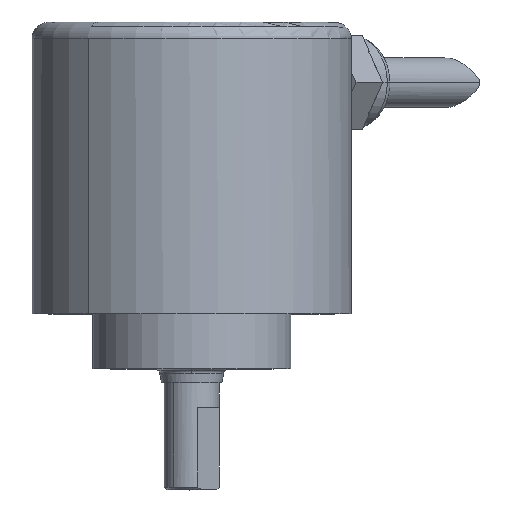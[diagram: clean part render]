
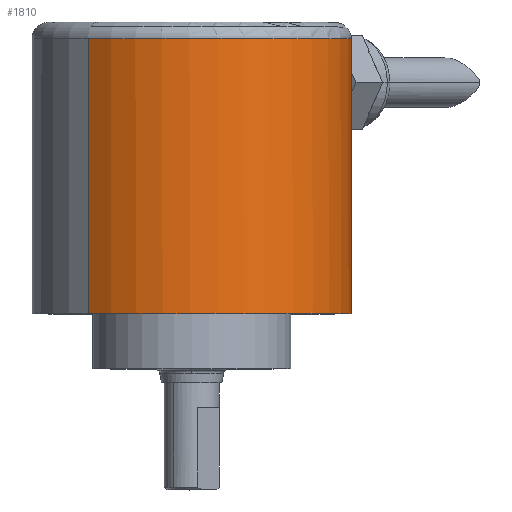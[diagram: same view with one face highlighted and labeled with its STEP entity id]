
A CAD part, top view. The second image highlights one B-rep face of the part: STEP entity #1810.
In plain terms, the highlighted cylindrical face has radius 29 mm (diameter 58 mm), a partial arc.
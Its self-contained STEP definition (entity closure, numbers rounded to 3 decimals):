
#284=CARTESIAN_POINT('',(0.,10.603,0.));
#285=DIRECTION('',(0.,-1.,0.));
#286=DIRECTION('',(0.649,0.,-0.761));
#287=AXIS2_PLACEMENT_3D('',#284,#285,#286);
#334=DIRECTION('',(0.,1.,0.));
#335=VECTOR('',#334,20.455);
#336=CARTESIAN_POINT('',(25.577,40.148,-13.668));
#337=LINE('',#336,#335);
#343=CARTESIAN_POINT('',(0.,60.603,0.));
#344=DIRECTION('',(0.,1.,0.));
#345=DIRECTION('',(-0.649,0.,0.761));
#346=AXIS2_PLACEMENT_3D('',#343,#344,#345);
#396=CARTESIAN_POINT('',(25.577,40.148,-13.668));
#421=CARTESIAN_POINT('',(25.577,60.603,-13.668));
#457=DIRECTION('',(0.,1.,0.));
#458=VECTOR('',#457,50.);
#459=CARTESIAN_POINT('',(-18.825,10.603,22.059));
#460=LINE('',#459,#458);
#461=DIRECTION('',(0.,1.,0.));
#462=VECTOR('',#461,28.5);
#463=CARTESIAN_POINT('',(18.825,10.603,-22.059));
#464=LINE('',#463,#462);
#469=CARTESIAN_POINT('',(25.577,40.148,-13.668));
#470=CARTESIAN_POINT('',(25.577,40.103,-13.668));
#471=CARTESIAN_POINT('',(25.576,40.017,-13.671));
#472=CARTESIAN_POINT('',(25.57,39.902,-13.681));
#473=CARTESIAN_POINT('',(25.562,39.799,-13.697));
#474=CARTESIAN_POINT('',(25.552,39.707,-13.716));
#475=CARTESIAN_POINT('',(25.54,39.625,-13.737));
#476=CARTESIAN_POINT('',(25.527,39.552,-13.761));
#477=CARTESIAN_POINT('',(25.514,39.488,-13.786));
#478=CARTESIAN_POINT('',(25.5,39.431,-13.811));
#479=CARTESIAN_POINT('',(25.486,39.381,-13.837));
#480=CARTESIAN_POINT('',(25.472,39.337,-13.862));
#481=CARTESIAN_POINT('',(25.459,39.299,-13.887));
#482=CARTESIAN_POINT('',(25.445,39.265,-13.912));
#483=CARTESIAN_POINT('',(25.432,39.236,-13.935));
#484=CARTESIAN_POINT('',(25.42,39.211,-13.958));
#485=CARTESIAN_POINT('',(25.408,39.189,-13.98));
#486=CARTESIAN_POINT('',(25.397,39.171,-14.));
#487=CARTESIAN_POINT('',(25.386,39.155,-14.02));
#488=CARTESIAN_POINT('',(25.376,39.142,-14.039));
#489=CARTESIAN_POINT('',(25.366,39.131,-14.056));
#490=CARTESIAN_POINT('',(25.357,39.121,-14.072));
#491=CARTESIAN_POINT('',(25.348,39.114,-14.088));
#492=CARTESIAN_POINT('',(25.34,39.109,-14.102));
#493=CARTESIAN_POINT('',(25.333,39.105,-14.115));
#494=CARTESIAN_POINT('',(25.328,39.103,-14.125));
#495=CARTESIAN_POINT('',(25.325,39.103,-14.13));
#530=CARTESIAN_POINT('',(0.,39.103,0.));
#531=DIRECTION('',(0.,1.,0.));
#532=DIRECTION('',(0.873,0.,-0.487));
#533=AXIS2_PLACEMENT_3D('',#530,#531,#532);
#1169=VERTEX_POINT('',#396);
#1181=VERTEX_POINT('',#421);
#1182=CARTESIAN_POINT('',(18.825,10.603,-22.059));
#1183=CARTESIAN_POINT('',(18.825,39.103,-22.059));
#1184=VERTEX_POINT('',#1182);
#1185=VERTEX_POINT('',#1183);
#1186=CARTESIAN_POINT('',(-18.825,10.603,22.059));
#1187=CARTESIAN_POINT('',(-18.825,60.603,22.059));
#1188=VERTEX_POINT('',#1186);
#1189=VERTEX_POINT('',#1187);
#1190=VERTEX_POINT('',#495);
#1790=CARTESIAN_POINT('',(0.,10.603,0.));
#1791=DIRECTION('',(0.,1.,0.));
#1792=DIRECTION('',(-0.649,0.,0.761));
#1793=AXIS2_PLACEMENT_3D('',#1790,#1791,#1792);
#1794=CYLINDRICAL_SURFACE('',#1793,29.);
#1796=ORIENTED_EDGE('',*,*,#1795,.T.);
#1798=ORIENTED_EDGE('',*,*,#1797,.F.);
#1800=ORIENTED_EDGE('',*,*,#1799,.T.);
#1802=ORIENTED_EDGE('',*,*,#1801,.T.);
#1804=ORIENTED_EDGE('',*,*,#1803,.F.);
#1805=ORIENTED_EDGE('',*,*,#1753,.T.);
#1807=ORIENTED_EDGE('',*,*,#1806,.T.);
#1808=EDGE_LOOP('',(#1796,#1798,#1800,#1802,#1804,#1805,#1807));
#1809=FACE_OUTER_BOUND('',#1808,.F.);
#1810=ADVANCED_FACE('',(#1809),#1794,.T.);
#288=CIRCLE('',#287,29.);
#347=CIRCLE('',#346,29.);
#496=B_SPLINE_CURVE_WITH_KNOTS('',3,(#469,#470,#471,#472,#473,#474,#475,#476,
#477,#478,#479,#480,#481,#482,#483,#484,#485,#486,#487,#488,#489,#490,#491,#492,
#493,#494,#495),.UNSPECIFIED.,.F.,.F.,(4,1,1,1,1,1,1,1,1,1,1,1,1,1,1,1,1,1,1,1,
1,1,1,1,4),(0.,0.042,0.083,0.125,0.167,
0.208,0.25,0.292,0.333,0.375,
0.417,0.458,0.5,0.542,0.583,
0.625,0.667,0.708,0.75,0.792,
0.833,0.875,0.917,0.958,1.),
.UNSPECIFIED.);
#534=CIRCLE('',#533,29.);
#1753=EDGE_CURVE('',#1184,#1188,#288,.T.);
#1795=EDGE_CURVE('',#1189,#1181,#347,.T.);
#1797=EDGE_CURVE('',#1169,#1181,#337,.T.);
#1799=EDGE_CURVE('',#1169,#1190,#496,.T.);
#1801=EDGE_CURVE('',#1190,#1185,#534,.T.);
#1803=EDGE_CURVE('',#1184,#1185,#464,.T.);
#1806=EDGE_CURVE('',#1188,#1189,#460,.T.);
